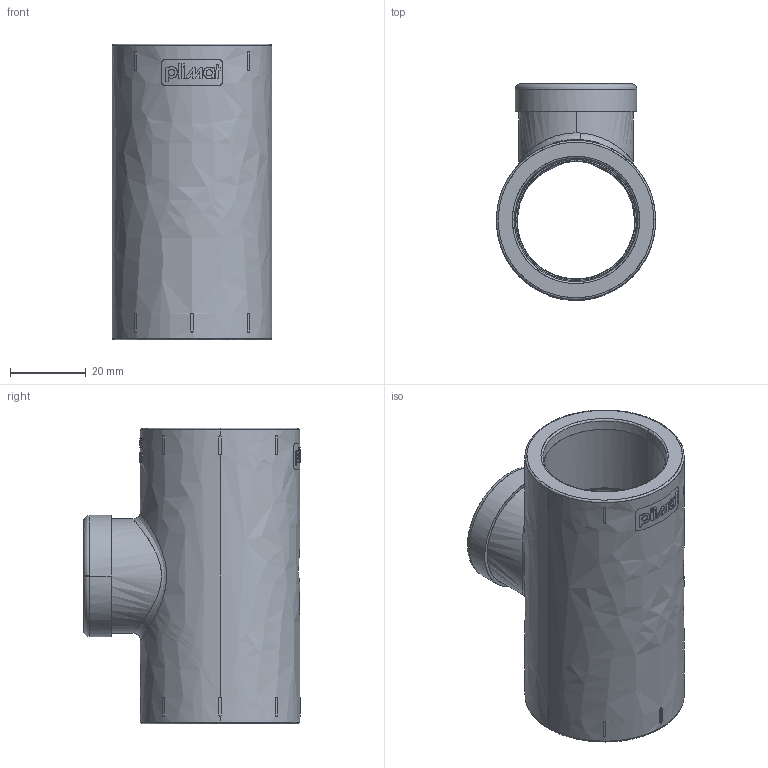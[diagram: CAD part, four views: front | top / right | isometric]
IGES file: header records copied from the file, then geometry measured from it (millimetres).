
Start section: SolidWorks IGES file using NURBS representation for surfaces
Global section: file name: 01111004050.IGS; native system: SolidWorks 2020; preprocessor: SolidWorks 2020; author: Dep. Projeto; date: 201109.093007; units: millimetre
Bounding box: 42.16 x 57.2 x 78 mm (x, y, z)
Surface area: 22708.2 mm2 (no closed solid volume)
Topology: 0 solids, 0 shells, 383 faces, 5328 edges, 5328 vertices
Faces by surface type: bspline 383
